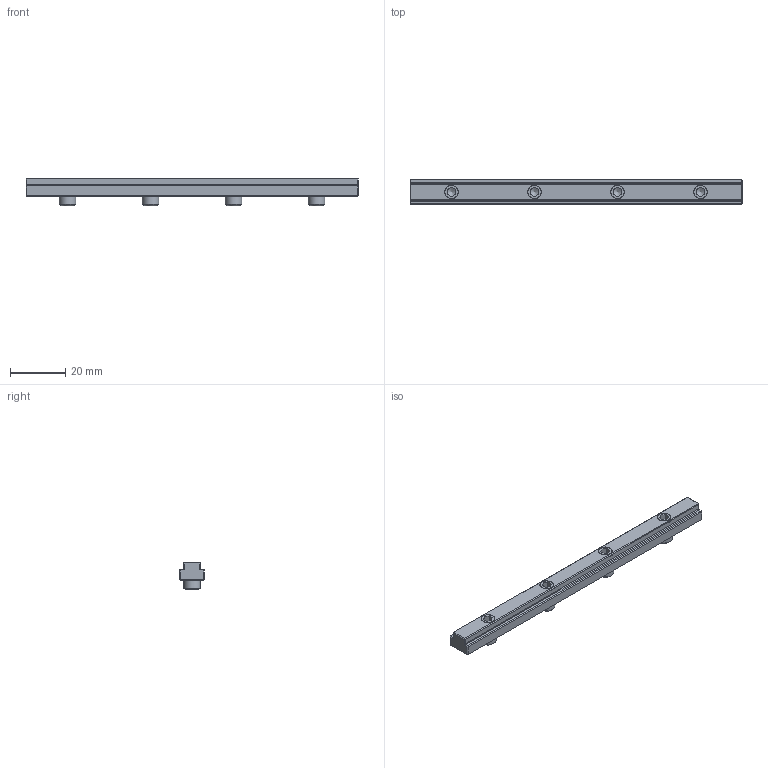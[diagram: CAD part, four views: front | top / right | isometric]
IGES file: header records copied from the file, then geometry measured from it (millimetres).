
Global section: file name: 321307; native system: Autodesk Inventor 2021; preprocessor: unknown; author: aluteckkpl_kk; date: 20221005.112401; units: millimetre
Bounding box: 120 x 9 x 10 mm (x, y, z)
Volume: 6615 mm3; surface area: 5001.5 mm2
Topology: 5 solids, 5 shells, 99 faces, 227 edges, 138 vertices
Faces by surface type: bspline 99
